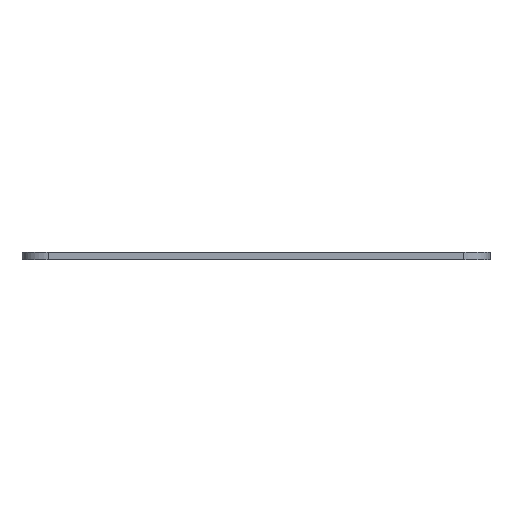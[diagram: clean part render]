
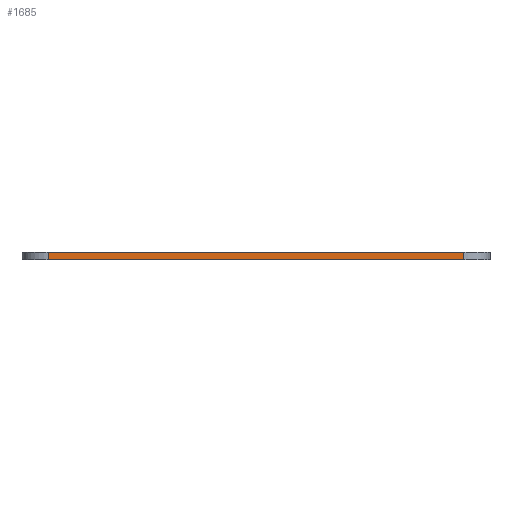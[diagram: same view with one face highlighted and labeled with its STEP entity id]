
A CAD part, front view. The second image highlights one B-rep face of the part: STEP entity #1685.
In plain terms, the highlighted planar face has unit normal (0, -1, 0).
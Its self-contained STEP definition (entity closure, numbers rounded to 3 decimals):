
#171=FACE_OUTER_BOUND('',#271,.T.);
#271=EDGE_LOOP('',(#1239,#1240,#1241,#1242));
#382=LINE('',#2499,#554);
#419=LINE('',#2647,#591);
#420=LINE('',#2651,#592);
#421=LINE('',#2652,#593);
#554=VECTOR('',#1986,10.);
#591=VECTOR('',#2099,10.);
#592=VECTOR('',#2104,10.);
#593=VECTOR('',#2105,10.);
#724=VERTEX_POINT('',#2496);
#725=VERTEX_POINT('',#2498);
#798=VERTEX_POINT('',#2646);
#799=VERTEX_POINT('',#2650);
#898=EDGE_CURVE('',#724,#725,#382,.T.);
#972=EDGE_CURVE('',#725,#798,#419,.T.);
#974=EDGE_CURVE('',#799,#724,#420,.T.);
#975=EDGE_CURVE('',#798,#799,#421,.T.);
#1239=ORIENTED_EDGE('',*,*,#972,.F.);
#1240=ORIENTED_EDGE('',*,*,#898,.F.);
#1241=ORIENTED_EDGE('',*,*,#974,.F.);
#1242=ORIENTED_EDGE('',*,*,#975,.F.);
#1637=PLANE('',#1827);
#1685=ADVANCED_FACE('',(#171),#1637,.T.);
#1827=AXIS2_PLACEMENT_3D('',#2649,#2102,#2103);
#1986=DIRECTION('',(1.,0.,0.));
#2099=DIRECTION('',(0.,0.,-1.));
#2102=DIRECTION('center_axis',(0.,-1.,0.));
#2103=DIRECTION('ref_axis',(1.,0.,0.));
#2104=DIRECTION('',(0.,0.,1.));
#2105=DIRECTION('',(-1.,0.,0.));
#2496=CARTESIAN_POINT('',(-10.5,-91.86,1.5));
#2498=CARTESIAN_POINT('',(68.7,-91.86,1.5));
#2499=CARTESIAN_POINT('',(73.7,-91.86,1.5));
#2646=CARTESIAN_POINT('',(68.7,-91.86,0.));
#2647=CARTESIAN_POINT('',(68.7,-91.86,0.));
#2649=CARTESIAN_POINT('Origin',(-15.5,-91.86,0.));
#2650=CARTESIAN_POINT('',(-10.5,-91.86,0.));
#2651=CARTESIAN_POINT('',(-10.5,-91.86,0.));
#2652=CARTESIAN_POINT('',(73.7,-91.86,0.));
